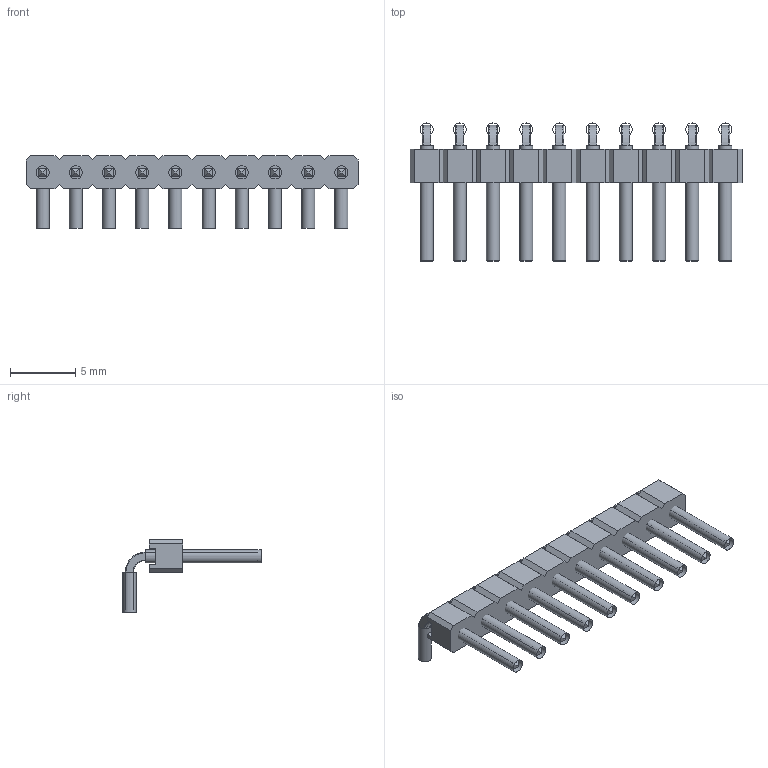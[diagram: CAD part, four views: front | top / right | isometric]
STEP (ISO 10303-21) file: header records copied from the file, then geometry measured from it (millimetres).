
FILE_DESCRIPTION(/* description */ ('-'),/* implementation_level */ '2;1');
FILE_NAME(/* name */ 'Stiftleiste, RM 2,54 mm - 6-3 mm, gewinkelt 90° stehend - 1 x 10 - schwarz',/* time_stamp */ '2022-04-28T23:26:39+02:00',/* author */ ('c.wilms'),/* organization */ ('-'),/* preprocessor_version */ 'ST-DEVELOPER v16.7',/* originating_system */ 'Solid Edge',/* authorisation */ 'Unknown');
FILE_SCHEMA (('AUTOMOTIVE_DESIGN {1 0 10303 214 3 1 1}'));
Length unit declared in the file: millimetre
Products named in the file (3): Stiftleiste, RM 2,54 mm - 6-3 mm, gewinkelt 90° stehend - 1 x 10 - sc
hwarz; Stiftleiste, RM 2,54 mm - Träger - 1 x 10 - schwarz; Stiftleiste, RM 2,54 mm - Stift, Reihe 1 -  6-3 mm, gewinkelt 90° ste
hend
Assembly tree (11 placements, depth 2):
  Stiftleiste, RM 2,54 mm - 6-3 mm, gewinkelt 90° stehend - 1 x 10 - sc
hwarz
    Stiftleiste, RM 2,54 mm - Träger - 1 x 10 - schwarz
    Stiftleiste, RM 2,54 mm - Stift, Reihe 1 -  6-3 mm, gewinkelt 90° ste
hend  x10
Bounding box: 25.4 x 10.56 x 5.54 mm (x, y, z)
Volume: 189.5 mm3; surface area: 1059.2 mm2
Topology: 11 solids, 31 shells, 468 faces, 1258 edges, 812 vertices
Faces by surface type: plane 268, cylinder 160, torus 40
Full cylindrical faces by diameter (mm): 1 x20
Entity records: 6091 total; most frequent: CARTESIAN_POINT 1054, ORIENTED_EDGE 1032, DIRECTION 1018, EDGE_CURVE 518, LINE 402, VECTOR 402, VERTEX_POINT 344, AXIS2_PLACEMENT_3D 308
